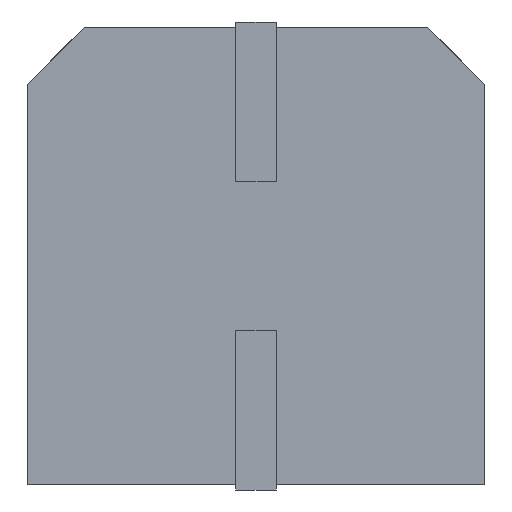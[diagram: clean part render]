
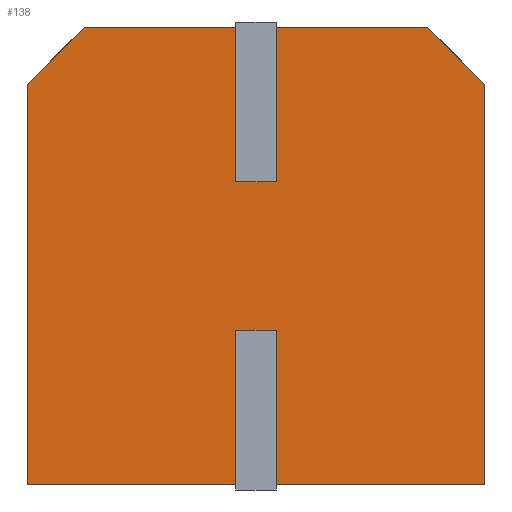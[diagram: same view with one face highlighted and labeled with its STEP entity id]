
A CAD part, front view. The second image highlights one B-rep face of the part: STEP entity #138.
In plain terms, the highlighted planar face has unit normal (0, -1, 0).
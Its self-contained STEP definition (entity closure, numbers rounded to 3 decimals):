
#1 = LINE ( 'NONE', #135, #577 ) ;
#3 = LINE ( 'NONE', #1514, #207 ) ;
#9 = VECTOR ( 'NONE', #169, 1000. ) ;
#17 = EDGE_CURVE ( 'NONE', #771, #657, #478, .T. ) ;
#53 = EDGE_CURVE ( 'NONE', #788, #746, #3, .T. ) ;
#71 = ORIENTED_EDGE ( 'NONE', *, *, #395, .F. ) ;
#86 = CARTESIAN_POINT ( 'NONE',  ( 0.6, 0., 2.2 ) ) ;
#135 = CARTESIAN_POINT ( 'NONE',  ( 5.062, 0., 6.75 ) ) ;
#138 = ADVANCED_FACE ( 'NONE', ( #862 ), #191, .T. ) ;
#144 = CARTESIAN_POINT ( 'NONE',  ( 6.75, 0., -6.75 ) ) ;
#160 = LINE ( 'NONE', #556, #9 ) ;
#168 = CARTESIAN_POINT ( 'NONE',  ( -0.6, 0., -6.75 ) ) ;
#169 = DIRECTION ( 'NONE',  ( 0., 0., -1. ) ) ;
#179 = ORIENTED_EDGE ( 'NONE', *, *, #978, .F. ) ;
#191 = PLANE ( 'NONE',  #1130 ) ;
#203 = ORIENTED_EDGE ( 'NONE', *, *, #858, .F. ) ;
#207 = VECTOR ( 'NONE', #825, 1000. ) ;
#258 = DIRECTION ( 'NONE',  ( 1., 0., 0. ) ) ;
#265 = ORIENTED_EDGE ( 'NONE', *, *, #1604, .T. ) ;
#275 = VECTOR ( 'NONE', #258, 1000. ) ;
#285 = EDGE_CURVE ( 'NONE', #908, #771, #1674, .T. ) ;
#319 = DIRECTION ( 'NONE',  ( 1., 0., 0. ) ) ;
#333 = DIRECTION ( 'NONE',  ( 0., -1., 0. ) ) ;
#344 = VERTEX_POINT ( 'NONE', #753 ) ;
#348 = ORIENTED_EDGE ( 'NONE', *, *, #17, .F. ) ;
#378 = ORIENTED_EDGE ( 'NONE', *, *, #1127, .F. ) ;
#395 = EDGE_CURVE ( 'NONE', #694, #1009, #1343, .T. ) ;
#400 = CARTESIAN_POINT ( 'NONE',  ( -6.75, 0., -6.75 ) ) ;
#422 = LINE ( 'NONE', #400, #1073 ) ;
#444 = DIRECTION ( 'NONE',  ( -1., 0., 0. ) ) ;
#450 = CARTESIAN_POINT ( 'NONE',  ( -5.062, 0., 6.75 ) ) ;
#476 = LINE ( 'NONE', #914, #1157 ) ;
#478 = LINE ( 'NONE', #1444, #893 ) ;
#479 = VERTEX_POINT ( 'NONE', #555 ) ;
#480 = EDGE_CURVE ( 'NONE', #657, #1456, #422, .T. ) ;
#513 = EDGE_CURVE ( 'NONE', #918, #344, #1, .T. ) ;
#523 = VECTOR ( 'NONE', #769, 1000. ) ;
#539 = ORIENTED_EDGE ( 'NONE', *, *, #53, .F. ) ;
#550 = VERTEX_POINT ( 'NONE', #588 ) ;
#555 = CARTESIAN_POINT ( 'NONE',  ( -6.75, 0., 5.062 ) ) ;
#556 = CARTESIAN_POINT ( 'NONE',  ( 0.6, 0., 0. ) ) ;
#577 = VECTOR ( 'NONE', #319, 1000. ) ;
#588 = CARTESIAN_POINT ( 'NONE',  ( 5.062, 0., 6.75 ) ) ;
#605 = VECTOR ( 'NONE', #819, 1000. ) ;
#628 = ORIENTED_EDGE ( 'NONE', *, *, #513, .F. ) ;
#641 = CARTESIAN_POINT ( 'NONE',  ( 6.75, 0., 5.062 ) ) ;
#648 = CARTESIAN_POINT ( 'NONE',  ( -0.6, 0., 2.2 ) ) ;
#650 = ORIENTED_EDGE ( 'NONE', *, *, #1401, .F. ) ;
#657 = VERTEX_POINT ( 'NONE', #168 ) ;
#665 = DIRECTION ( 'NONE',  ( 1., 0., 0. ) ) ;
#676 = CARTESIAN_POINT ( 'NONE',  ( 6.75, 0., -6.75 ) ) ;
#694 = VERTEX_POINT ( 'NONE', #86 ) ;
#746 = VERTEX_POINT ( 'NONE', #1353 ) ;
#747 = CARTESIAN_POINT ( 'NONE',  ( -5.062, 0., 6.75 ) ) ;
#753 = CARTESIAN_POINT ( 'NONE',  ( -0.6, 0., 6.75 ) ) ;
#758 = DIRECTION ( 'NONE',  ( 0., 0., -1. ) ) ;
#769 = DIRECTION ( 'NONE',  ( 0.707, 0., -0.707 ) ) ;
#770 = DIRECTION ( 'NONE',  ( 0., 0., -1. ) ) ;
#771 = VERTEX_POINT ( 'NONE', #1378 ) ;
#778 = VECTOR ( 'NONE', #444, 1000. ) ;
#788 = VERTEX_POINT ( 'NONE', #676 ) ;
#819 = DIRECTION ( 'NONE',  ( 0., 0., -1. ) ) ;
#825 = DIRECTION ( 'NONE',  ( -1., 0., 0. ) ) ;
#848 = CARTESIAN_POINT ( 'NONE',  ( -6.75, 0., 5.062 ) ) ;
#850 = CARTESIAN_POINT ( 'NONE',  ( 0.6, 0., 6.75 ) ) ;
#858 = EDGE_CURVE ( 'NONE', #1009, #550, #1493, .T. ) ;
#862 = FACE_OUTER_BOUND ( 'NONE', #956, .T. ) ;
#864 = LINE ( 'NONE', #747, #1161 ) ;
#893 = VECTOR ( 'NONE', #758, 1000. ) ;
#908 = VERTEX_POINT ( 'NONE', #1528 ) ;
#912 = CARTESIAN_POINT ( 'NONE',  ( 0.6, 0., 2.2 ) ) ;
#914 = CARTESIAN_POINT ( 'NONE',  ( 0.6, 0., 2.2 ) ) ;
#918 = VERTEX_POINT ( 'NONE', #450 ) ;
#945 = ORIENTED_EDGE ( 'NONE', *, *, #1431, .F. ) ;
#956 = EDGE_LOOP ( 'NONE', ( #1102, #265, #539, #1207, #945, #203, #71, #650, #179, #628, #378, #1688, #1317, #348 ) ) ;
#978 = EDGE_CURVE ( 'NONE', #344, #1453, #1437, .T. ) ;
#988 = LINE ( 'NONE', #848, #1447 ) ;
#1009 = VERTEX_POINT ( 'NONE', #850 ) ;
#1022 = VECTOR ( 'NONE', #770, 1000. ) ;
#1027 = CARTESIAN_POINT ( 'NONE',  ( -0.6, 0., 2.2 ) ) ;
#1031 = CARTESIAN_POINT ( 'NONE',  ( 0.6, 0., -2.2 ) ) ;
#1050 = CARTESIAN_POINT ( 'NONE',  ( -6.75, 0., -6.75 ) ) ;
#1073 = VECTOR ( 'NONE', #1398, 1000. ) ;
#1102 = ORIENTED_EDGE ( 'NONE', *, *, #285, .F. ) ;
#1114 = DIRECTION ( 'NONE',  ( 0., 0., -1. ) ) ;
#1120 = LINE ( 'NONE', #144, #605 ) ;
#1127 = EDGE_CURVE ( 'NONE', #479, #918, #864, .T. ) ;
#1130 = AXIS2_PLACEMENT_3D ( 'NONE', #1556, #333, #1114 ) ;
#1157 = VECTOR ( 'NONE', #665, 1000. ) ;
#1161 = VECTOR ( 'NONE', #1581, 1000. ) ;
#1207 = ORIENTED_EDGE ( 'NONE', *, *, #1572, .F. ) ;
#1215 = CARTESIAN_POINT ( 'NONE',  ( 6.75, 0., 5.062 ) ) ;
#1300 = VERTEX_POINT ( 'NONE', #641 ) ;
#1317 = ORIENTED_EDGE ( 'NONE', *, *, #480, .F. ) ;
#1343 = LINE ( 'NONE', #912, #1533 ) ;
#1353 = CARTESIAN_POINT ( 'NONE',  ( 0.6, 0., -6.75 ) ) ;
#1378 = CARTESIAN_POINT ( 'NONE',  ( -0.6, 0., -2.2 ) ) ;
#1379 = DIRECTION ( 'NONE',  ( 0., 0., 1. ) ) ;
#1398 = DIRECTION ( 'NONE',  ( -1., 0., 0. ) ) ;
#1401 = EDGE_CURVE ( 'NONE', #1453, #694, #476, .T. ) ;
#1431 = EDGE_CURVE ( 'NONE', #550, #1300, #1605, .T. ) ;
#1437 = LINE ( 'NONE', #1027, #1022 ) ;
#1444 = CARTESIAN_POINT ( 'NONE',  ( -0.6, 0., -2.2 ) ) ;
#1447 = VECTOR ( 'NONE', #1379, 1000. ) ;
#1453 = VERTEX_POINT ( 'NONE', #648 ) ;
#1456 = VERTEX_POINT ( 'NONE', #1050 ) ;
#1482 = CARTESIAN_POINT ( 'NONE',  ( 5.062, 0., 6.75 ) ) ;
#1493 = LINE ( 'NONE', #1482, #275 ) ;
#1514 = CARTESIAN_POINT ( 'NONE',  ( -6.75, 0., -6.75 ) ) ;
#1528 = CARTESIAN_POINT ( 'NONE',  ( 0.6, 0., -2.2 ) ) ;
#1533 = VECTOR ( 'NONE', #1587, 1000. ) ;
#1556 = CARTESIAN_POINT ( 'NONE',  ( 0., 0., 0. ) ) ;
#1572 = EDGE_CURVE ( 'NONE', #1300, #788, #1120, .T. ) ;
#1581 = DIRECTION ( 'NONE',  ( 0.707, 0., 0.707 ) ) ;
#1587 = DIRECTION ( 'NONE',  ( 0., 0., 1. ) ) ;
#1604 = EDGE_CURVE ( 'NONE', #908, #746, #160, .T. ) ;
#1605 = LINE ( 'NONE', #1215, #523 ) ;
#1629 = EDGE_CURVE ( 'NONE', #1456, #479, #988, .T. ) ;
#1674 = LINE ( 'NONE', #1031, #778 ) ;
#1688 = ORIENTED_EDGE ( 'NONE', *, *, #1629, .F. ) ;
